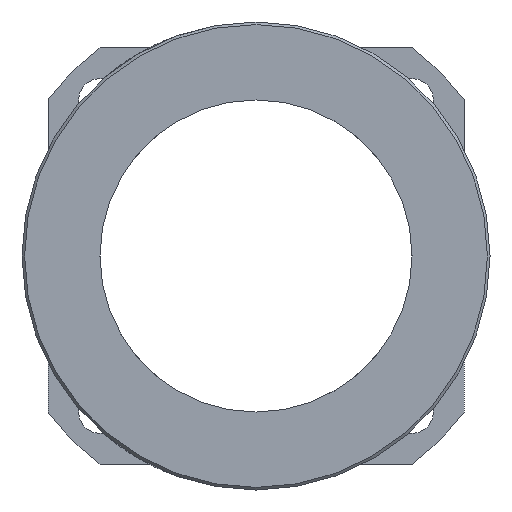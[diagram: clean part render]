
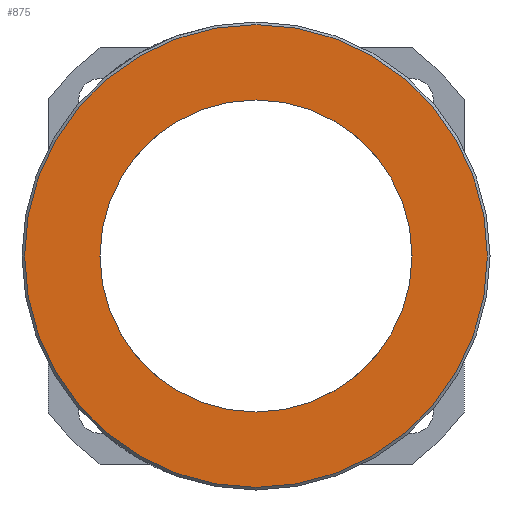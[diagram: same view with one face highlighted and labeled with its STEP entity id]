
A CAD part, left-side view. The second image highlights one B-rep face of the part: STEP entity #875.
In plain terms, the highlighted planar face has unit normal (-1, 0, 0).
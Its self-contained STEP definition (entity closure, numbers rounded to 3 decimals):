
#146=PLANE('',#932);
#174=FACE_BOUND('',#258,.T.);
#207=FACE_OUTER_BOUND('',#257,.T.);
#257=EDGE_LOOP('',(#578));
#258=EDGE_LOOP('',(#579));
#333=CIRCLE('',#930,44.5);
#335=CIRCLE('',#933,30.);
#374=VERTEX_POINT('',#1255);
#376=VERTEX_POINT('',#1260);
#459=EDGE_CURVE('',#374,#374,#333,.T.);
#461=EDGE_CURVE('',#376,#376,#335,.T.);
#578=ORIENTED_EDGE('',*,*,#459,.F.);
#579=ORIENTED_EDGE('',*,*,#461,.T.);
#875=ADVANCED_FACE('',(#207,#174),#146,.T.);
#930=AXIS2_PLACEMENT_3D('',#1256,#1031,#1032);
#932=AXIS2_PLACEMENT_3D('',#1259,#1035,#1036);
#933=AXIS2_PLACEMENT_3D('',#1261,#1037,#1038);
#1031=DIRECTION('center_axis',(1.,0.,0.));
#1032=DIRECTION('ref_axis',(0.,-1.,0.));
#1035=DIRECTION('center_axis',(-1.,0.,0.));
#1036=DIRECTION('ref_axis',(0.,0.,1.));
#1037=DIRECTION('center_axis',(1.,0.,0.));
#1038=DIRECTION('ref_axis',(0.,1.,0.));
#1255=CARTESIAN_POINT('',(0.,44.5,0.));
#1256=CARTESIAN_POINT('Origin',(0.,0.,
0.));
#1259=CARTESIAN_POINT('Origin',(0.,37.5,0.));
#1260=CARTESIAN_POINT('',(0.,30.,0.));
#1261=CARTESIAN_POINT('Origin',(0.,0.,
0.));
